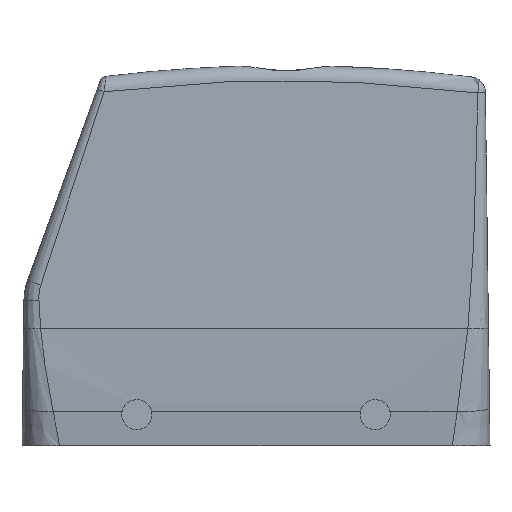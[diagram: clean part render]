
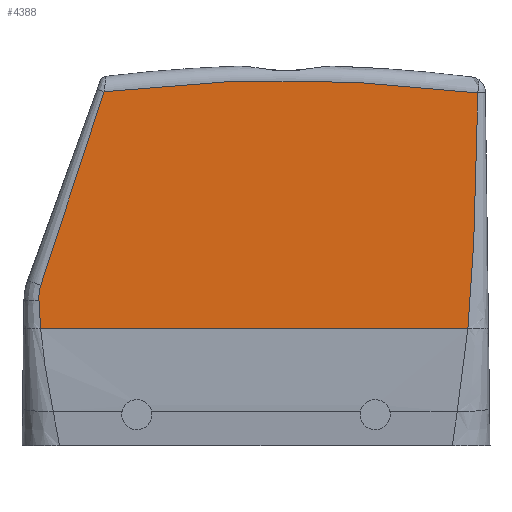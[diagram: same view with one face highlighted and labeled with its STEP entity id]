
A CAD part, left-side view. The second image highlights one B-rep face of the part: STEP entity #4388.
In plain terms, the highlighted planar face has unit normal (-1, 0, 0).
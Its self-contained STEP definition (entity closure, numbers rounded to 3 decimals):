
#4335=AXIS2_PLACEMENT_3D('Plane Axis2P3D',#4332,#4333,#4334) ;
#4339=AXIS2_PLACEMENT_3D('Circle Axis2P3D',#4337,#4338,$) ;
#2553=CARTESIAN_POINT('Vertex',(6.25,4.411,23.338)) ;
#2906=CARTESIAN_POINT('Vertex',(6.25,2.414,70.328)) ;
#2910=CARTESIAN_POINT('Control Point',(6.25,2.414,70.328)) ;
#2911=CARTESIAN_POINT('Control Point',(6.25,2.415,70.313)) ;
#2912=CARTESIAN_POINT('Control Point',(6.25,2.415,70.297)) ;
#2913=CARTESIAN_POINT('Control Point',(6.25,2.415,70.281)) ;
#2914=CARTESIAN_POINT('Control Point',(6.25,2.417,70.145)) ;
#2915=CARTESIAN_POINT('Control Point',(6.25,2.42,70.009)) ;
#2916=CARTESIAN_POINT('Control Point',(6.25,2.425,69.702)) ;
#2917=CARTESIAN_POINT('Control Point',(6.25,2.432,69.266)) ;
#2918=CARTESIAN_POINT('Control Point',(6.25,2.44,68.832)) ;
#2919=CARTESIAN_POINT('Control Point',(6.25,2.445,68.516)) ;
#2920=CARTESIAN_POINT('Control Point',(6.25,2.525,63.958)) ;
#2921=CARTESIAN_POINT('Control Point',(6.25,2.621,59.404)) ;
#2922=CARTESIAN_POINT('Control Point',(6.25,2.735,55.168)) ;
#2923=CARTESIAN_POINT('Control Point',(6.25,2.922,48.956)) ;
#2924=CARTESIAN_POINT('Control Point',(6.25,3.153,42.748)) ;
#2925=CARTESIAN_POINT('Control Point',(6.25,3.231,40.772)) ;
#2926=CARTESIAN_POINT('Control Point',(6.25,3.361,37.803)) ;
#2927=CARTESIAN_POINT('Control Point',(6.25,3.515,34.835)) ;
#2928=CARTESIAN_POINT('Control Point',(6.25,3.569,33.862)) ;
#2929=CARTESIAN_POINT('Control Point',(6.25,3.687,31.881)) ;
#2930=CARTESIAN_POINT('Control Point',(6.25,3.826,29.901)) ;
#2931=CARTESIAN_POINT('Control Point',(6.25,3.9,28.913)) ;
#2932=CARTESIAN_POINT('Control Point',(6.25,4.039,27.205)) ;
#2933=CARTESIAN_POINT('Control Point',(6.25,4.195,25.498)) ;
#2934=CARTESIAN_POINT('Control Point',(6.25,4.264,24.778)) ;
#2935=CARTESIAN_POINT('Control Point',(6.25,4.336,24.058)) ;
#2936=CARTESIAN_POINT('Control Point',(6.25,4.411,23.338)) ;
#4084=CARTESIAN_POINT('Vertex',(6.25,89.591,23.338)) ;
#4158=CARTESIAN_POINT('Control Point',(6.25,89.921,28.961)) ;
#4159=CARTESIAN_POINT('Control Point',(6.25,89.872,27.839)) ;
#4160=CARTESIAN_POINT('Control Point',(6.25,89.821,26.714)) ;
#4161=CARTESIAN_POINT('Control Point',(6.25,89.759,25.589)) ;
#4162=CARTESIAN_POINT('Control Point',(6.25,89.683,24.463)) ;
#4163=CARTESIAN_POINT('Control Point',(6.25,89.591,23.338)) ;
#4164=CARTESIAN_POINT('Vertex',(6.25,89.921,28.961)) ;
#4203=CARTESIAN_POINT('Line Origine',(6.25,46.419,23.338)) ;
#4332=CARTESIAN_POINT('Axis2P3D Location',(6.25,-19.409,-37.643)) ;
#4337=CARTESIAN_POINT('Axis2P3D Location',(6.25,40.65,-224.2)) ;
#4341=CARTESIAN_POINT('Vertex',(6.25,76.92,70.577)) ;
#4345=CARTESIAN_POINT('Control Point',(6.25,76.92,70.577)) ;
#4346=CARTESIAN_POINT('Control Point',(6.25,76.97,70.432)) ;
#4347=CARTESIAN_POINT('Control Point',(6.25,77.02,70.286)) ;
#4348=CARTESIAN_POINT('Control Point',(6.25,77.07,70.139)) ;
#4349=CARTESIAN_POINT('Control Point',(6.25,77.226,69.687)) ;
#4350=CARTESIAN_POINT('Control Point',(6.25,77.381,69.234)) ;
#4351=CARTESIAN_POINT('Control Point',(6.25,77.486,68.928)) ;
#4352=CARTESIAN_POINT('Control Point',(6.25,79.546,62.915)) ;
#4353=CARTESIAN_POINT('Control Point',(6.25,81.584,56.88)) ;
#4354=CARTESIAN_POINT('Control Point',(6.25,83.444,51.192)) ;
#4355=CARTESIAN_POINT('Control Point',(6.25,85.681,44.313)) ;
#4356=CARTESIAN_POINT('Control Point',(6.25,87.868,37.433)) ;
#4357=CARTESIAN_POINT('Control Point',(6.25,88.226,36.305)) ;
#4358=CARTESIAN_POINT('Control Point',(6.25,88.711,34.765)) ;
#4359=CARTESIAN_POINT('Control Point',(6.25,89.191,33.226)) ;
#4360=CARTESIAN_POINT('Control Point',(6.25,89.319,32.815)) ;
#4361=CARTESIAN_POINT('Control Point',(6.25,89.447,32.403)) ;
#4362=CARTESIAN_POINT('Control Point',(6.25,89.575,31.992)) ;
#4363=CARTESIAN_POINT('Vertex',(6.25,89.575,31.992)) ;
#4367=CARTESIAN_POINT('Control Point',(6.25,89.575,31.992)) ;
#4368=CARTESIAN_POINT('Control Point',(6.25,89.623,31.826)) ;
#4369=CARTESIAN_POINT('Control Point',(6.25,89.668,31.659)) ;
#4370=CARTESIAN_POINT('Control Point',(6.25,89.709,31.49)) ;
#4371=CARTESIAN_POINT('Control Point',(6.25,89.837,30.899)) ;
#4372=CARTESIAN_POINT('Control Point',(6.25,89.915,30.299)) ;
#4373=CARTESIAN_POINT('Control Point',(6.25,89.944,29.87)) ;
#4374=CARTESIAN_POINT('Control Point',(6.25,89.947,29.431)) ;
#4375=CARTESIAN_POINT('Control Point',(6.25,89.923,28.996)) ;
#4376=CARTESIAN_POINT('Control Point',(6.25,89.922,28.984)) ;
#4377=CARTESIAN_POINT('Control Point',(6.25,89.921,28.972)) ;
#4378=CARTESIAN_POINT('Control Point',(6.25,89.921,28.961)) ;
#4204=DIRECTION('Vector Direction',(0.,-1.,0.)) ;
#4333=DIRECTION('Axis2P3D Direction',(-1.,0.,0.)) ;
#4334=DIRECTION('Axis2P3D XDirection',(0.,-0.317,0.949)) ;
#4338=DIRECTION('Axis2P3D Direction',(-1.,0.,0.)) ;
#4205=VECTOR('Line Direction',#4204,1.) ;
#4381=ORIENTED_EDGE('',*,*,#4343,.T.) ;
#4382=ORIENTED_EDGE('',*,*,#4365,.F.) ;
#4383=ORIENTED_EDGE('',*,*,#4379,.F.) ;
#4384=ORIENTED_EDGE('',*,*,#4166,.F.) ;
#4385=ORIENTED_EDGE('',*,*,#4207,.T.) ;
#4386=ORIENTED_EDGE('',*,*,#2937,.T.) ;
#4388=ADVANCED_FACE('Hood',(#4387),#4336,.T.) ;
#2909=B_SPLINE_CURVE_WITH_KNOTS('',5,(#2910,#2911,#2912,#2913,#2914,#2915,#2916,#2917,#2918,#2919,#2920,#2921,#2922,#2923,#2924,#2925,#2926,#2927,#2928,#2929,#2930,#2931,#2932,#2933,#2934,#2935,#2936),.UNSPECIFIED.,.F.,.U.,(6,3,3,3,3,3,3,3,6),(8.249,8.386,9.422,12.145,48.822,65.955,74.564,83.139,89.393),.UNSPECIFIED.) ;
#4157=B_SPLINE_CURVE_WITH_KNOTS('',5,(#4158,#4159,#4160,#4161,#4162,#4163),.UNSPECIFIED.,.F.,.U.,(6,6),(81.523,91.272),.UNSPECIFIED.) ;
#4344=B_SPLINE_CURVE_WITH_KNOTS('',5,(#4345,#4346,#4347,#4348,#4349,#4350,#4351,#4352,#4353,#4354,#4355,#4356,#4357,#4358,#4359,#4360,#4361,#4362),.UNSPECIFIED.,.F.,.U.,(6,3,3,3,3,6),(177.199,178.541,181.347,233.64,243.903,247.64),.UNSPECIFIED.) ;
#4366=B_SPLINE_CURVE_WITH_KNOTS('',5,(#4367,#4368,#4369,#4370,#4371,#4372,#4373,#4374,#4375,#4376,#4377,#4378),.UNSPECIFIED.,.F.,.U.,(6,3,3,6),(231.252,233.073,237.604,237.73),.UNSPECIFIED.) ;
#4340=CIRCLE('generated circle',#4339,297.) ;
#2937=EDGE_CURVE('',#2554,#2907,#2909,.F.) ;
#4166=EDGE_CURVE('',#4085,#4165,#4157,.F.) ;
#4207=EDGE_CURVE('',#4085,#2554,#4206,.T.) ;
#4343=EDGE_CURVE('',#2907,#4342,#4340,.T.) ;
#4365=EDGE_CURVE('',#4364,#4342,#4344,.F.) ;
#4379=EDGE_CURVE('',#4165,#4364,#4366,.F.) ;
#4380=EDGE_LOOP('',(#4381,#4382,#4383,#4384,#4385,#4386)) ;
#4387=FACE_OUTER_BOUND('',#4380,.T.) ;
#4206=LINE('Line',#4203,#4205) ;
#4336=PLANE('',#4335) ;
#2554=VERTEX_POINT('',#2553) ;
#2907=VERTEX_POINT('',#2906) ;
#4085=VERTEX_POINT('',#4084) ;
#4165=VERTEX_POINT('',#4164) ;
#4342=VERTEX_POINT('',#4341) ;
#4364=VERTEX_POINT('',#4363) ;
